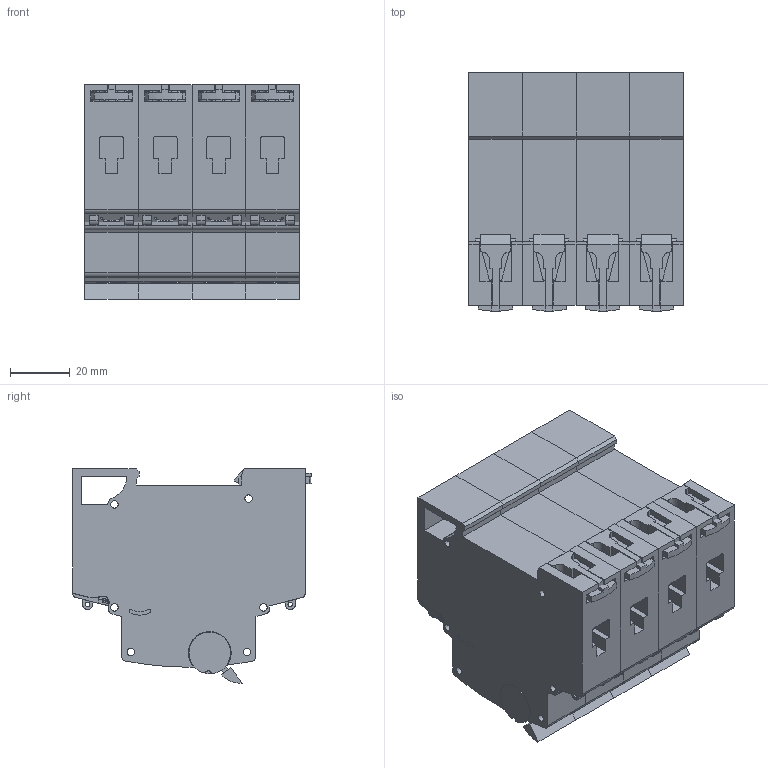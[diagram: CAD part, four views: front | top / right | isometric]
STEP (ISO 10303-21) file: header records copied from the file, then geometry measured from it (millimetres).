
FILE_DESCRIPTION (( 'STEP AP203' ), '1' );
FILE_NAME ('臍 47-63 4P EKF PROxima.STEP', '2016-11-11T13:18:37', ( '' ), ( '' ), 'SwSTEP 2.0', 'SolidWorks 2014', '' );
FILE_SCHEMA (( 'CONFIG_CONTROL_DESIGN' ));
Length unit declared in the file: millimetre
Products named in the file (4): 臍 47-63 EKF PROxima; 櫻蠉錪2; 櫻蠉錪1; 臍 47-63 4P EKF PROxima
Assembly tree (12 placements, depth 2):
  臍 47-63 4P EKF PROxima
    臍 47-63 EKF PROxima  x4
    櫻蠉錪2  x4
    櫻蠉錪1  x4
Bounding box: 72 x 80.06 x 72 mm (x, y, z)
Volume: 290243.4 mm3; surface area: 73574.8 mm2
Topology: 12 solids, 12 shells, 1168 faces, 3252 edges, 2136 vertices
Faces by surface type: plane 764, cylinder 404
Entity records: 10113 total; most frequent: DIRECTION 1661, CARTESIAN_POINT 1654, ORIENTED_EDGE 1626, EDGE_CURVE 813, VECTOR 579, LINE 579, AXIS2_PLACEMENT_3D 541, VERTEX_POINT 534
